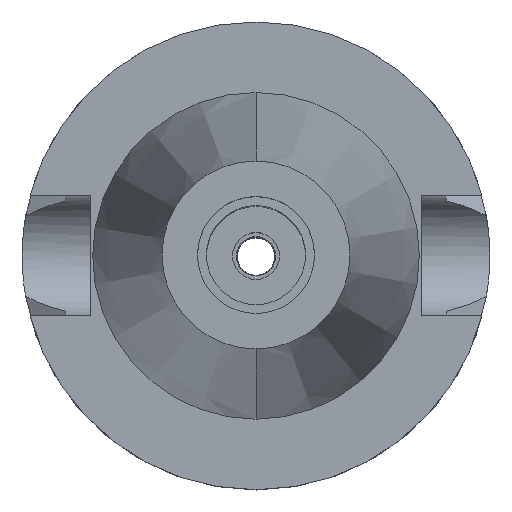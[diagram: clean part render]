
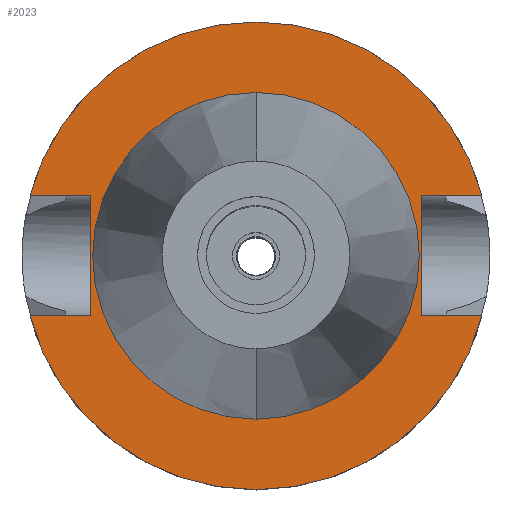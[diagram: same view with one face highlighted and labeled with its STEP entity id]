
A CAD part, top view. The second image highlights one B-rep face of the part: STEP entity #2023.
In plain terms, the highlighted planar face has unit normal (0, 0, 1).
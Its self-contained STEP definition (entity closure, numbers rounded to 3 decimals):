
#767=DIRECTION('',(1.,0.,0.));
#768=VECTOR('',#767,12.921);
#769=CARTESIAN_POINT('',(35.4,12.85,-1.5));
#770=LINE('',#769,#768);
#814=DIRECTION('',(0.,1.,0.));
#815=VECTOR('',#814,25.7);
#816=CARTESIAN_POINT('',(-35.4,-12.85,-1.5));
#817=LINE('',#816,#815);
#821=DIRECTION('',(-1.,0.,0.));
#822=VECTOR('',#821,12.921);
#823=CARTESIAN_POINT('',(-35.4,12.85,-1.5));
#824=LINE('',#823,#822);
#828=CARTESIAN_POINT('',(0.,0.,-1.5));
#829=DIRECTION('',(0.,0.,-1.));
#830=DIRECTION('',(-0.966,0.257,0.));
#831=AXIS2_PLACEMENT_3D('',#828,#829,#830);
#836=CARTESIAN_POINT('',(0.,0.,-1.5));
#837=DIRECTION('',(0.,0.,-1.));
#838=DIRECTION('',(0.,1.,0.));
#839=AXIS2_PLACEMENT_3D('',#836,#837,#838);
#844=DIRECTION('',(0.,-1.,0.));
#845=VECTOR('',#844,25.7);
#846=CARTESIAN_POINT('',(35.4,12.85,-1.5));
#847=LINE('',#846,#845);
#851=DIRECTION('',(1.,0.,0.));
#852=VECTOR('',#851,12.921);
#853=CARTESIAN_POINT('',(35.4,-12.85,-1.5));
#854=LINE('',#853,#852);
#858=CARTESIAN_POINT('',(0.,0.,-1.5));
#859=DIRECTION('',(0.,0.,-1.));
#860=DIRECTION('',(0.966,-0.257,0.));
#861=AXIS2_PLACEMENT_3D('',#858,#859,#860);
#866=CARTESIAN_POINT('',(0.,0.,-1.5));
#867=DIRECTION('',(0.,0.,-1.));
#868=DIRECTION('',(0.,-1.,0.));
#869=AXIS2_PLACEMENT_3D('',#866,#867,#868);
#874=CARTESIAN_POINT('',(0.,0.,-1.5));
#875=DIRECTION('',(0.,0.,1.));
#876=DIRECTION('',(0.,-1.,0.));
#877=AXIS2_PLACEMENT_3D('',#874,#875,#876);
#882=CARTESIAN_POINT('',(0.,0.,-1.5));
#883=DIRECTION('',(0.,0.,1.));
#884=DIRECTION('',(0.,1.,0.));
#885=AXIS2_PLACEMENT_3D('',#882,#883,#884);
#920=DIRECTION('',(-1.,0.,0.));
#921=VECTOR('',#920,12.921);
#922=CARTESIAN_POINT('',(-35.4,-12.85,-1.5));
#923=LINE('',#922,#921);
#1294=CARTESIAN_POINT('',(-35.4,-12.85,-1.5));
#1295=VERTEX_POINT('',#1294);
#1296=CARTESIAN_POINT('',(-48.321,-12.85,-1.5));
#1297=VERTEX_POINT('',#1296);
#1300=CARTESIAN_POINT('',(-35.4,12.85,-1.5));
#1301=VERTEX_POINT('',#1300);
#1302=CARTESIAN_POINT('',(-48.321,12.85,-1.5));
#1303=VERTEX_POINT('',#1302);
#1304=CARTESIAN_POINT('',(0.,50.,-1.5));
#1305=CARTESIAN_POINT('',(48.321,12.85,-1.5));
#1306=VERTEX_POINT('',#1304);
#1307=VERTEX_POINT('',#1305);
#1308=CARTESIAN_POINT('',(35.4,12.85,-1.5));
#1309=VERTEX_POINT('',#1308);
#1310=CARTESIAN_POINT('',(35.4,-12.85,-1.5));
#1311=VERTEX_POINT('',#1310);
#1312=CARTESIAN_POINT('',(48.321,-12.85,-1.5));
#1313=VERTEX_POINT('',#1312);
#1314=CARTESIAN_POINT('',(0.,-50.,-1.5));
#1315=VERTEX_POINT('',#1314);
#1316=CARTESIAN_POINT('',(0.,-34.925,-1.5));
#1317=CARTESIAN_POINT('',(0.,34.925,-1.5));
#1318=VERTEX_POINT('',#1316);
#1319=VERTEX_POINT('',#1317);
#1992=CARTESIAN_POINT('',(0.,0.,-1.5));
#1993=DIRECTION('',(0.,0.,-1.));
#1994=DIRECTION('',(0.,-1.,0.));
#1995=AXIS2_PLACEMENT_3D('',#1992,#1993,#1994);
#1996=PLANE('',#1995);
#1998=ORIENTED_EDGE('',*,*,#1997,.T.);
#2000=ORIENTED_EDGE('',*,*,#1999,.T.);
#2002=ORIENTED_EDGE('',*,*,#2001,.T.);
#2004=ORIENTED_EDGE('',*,*,#2003,.T.);
#2005=ORIENTED_EDGE('',*,*,#1968,.F.);
#2006=ORIENTED_EDGE('',*,*,#1982,.T.);
#2008=ORIENTED_EDGE('',*,*,#2007,.T.);
#2010=ORIENTED_EDGE('',*,*,#2009,.T.);
#2012=ORIENTED_EDGE('',*,*,#2011,.T.);
#2014=ORIENTED_EDGE('',*,*,#2013,.F.);
#2015=EDGE_LOOP('',(#1998,#2000,#2002,#2004,#2005,#2006,#2008,#2010,#2012,
#2014));
#2016=FACE_OUTER_BOUND('',#2015,.F.);
#2018=ORIENTED_EDGE('',*,*,#2017,.T.);
#2020=ORIENTED_EDGE('',*,*,#2019,.T.);
#2021=EDGE_LOOP('',(#2018,#2020));
#2022=FACE_BOUND('',#2021,.F.);
#832=CIRCLE('',#831,50.);
#840=CIRCLE('',#839,50.);
#862=CIRCLE('',#861,50.);
#870=CIRCLE('',#869,50.);
#878=CIRCLE('',#877,34.925);
#886=CIRCLE('',#885,34.925);
#1968=EDGE_CURVE('',#1309,#1307,#770,.T.);
#1982=EDGE_CURVE('',#1309,#1311,#847,.T.);
#1997=EDGE_CURVE('',#1295,#1301,#817,.T.);
#1999=EDGE_CURVE('',#1301,#1303,#824,.T.);
#2001=EDGE_CURVE('',#1303,#1306,#832,.T.);
#2003=EDGE_CURVE('',#1306,#1307,#840,.T.);
#2007=EDGE_CURVE('',#1311,#1313,#854,.T.);
#2009=EDGE_CURVE('',#1313,#1315,#862,.T.);
#2011=EDGE_CURVE('',#1315,#1297,#870,.T.);
#2013=EDGE_CURVE('',#1295,#1297,#923,.T.);
#2017=EDGE_CURVE('',#1318,#1319,#878,.T.);
#2019=EDGE_CURVE('',#1319,#1318,#886,.T.);
#2023=ADVANCED_FACE('',(#2016,#2022),#1996,.F.);
